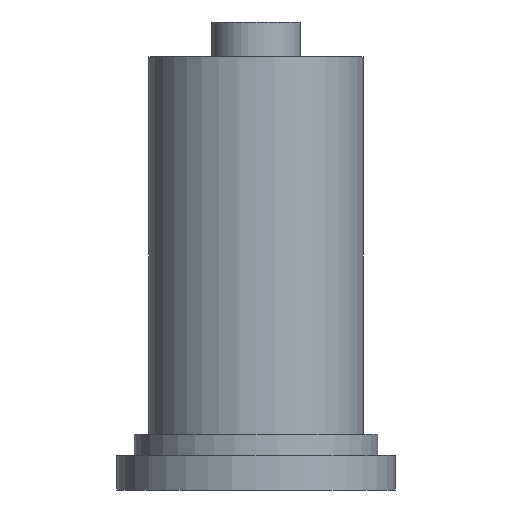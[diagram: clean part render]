
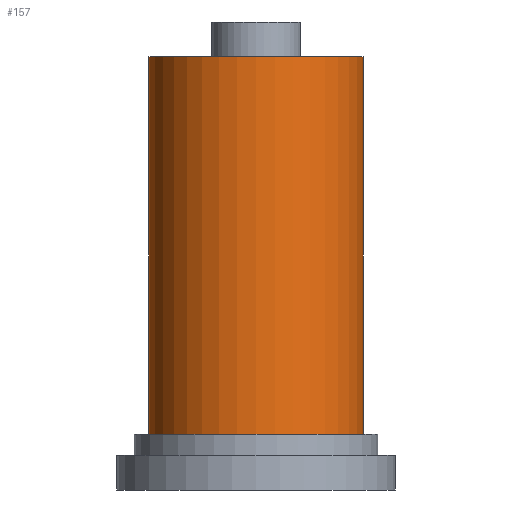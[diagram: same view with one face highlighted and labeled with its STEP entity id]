
A CAD part, front view. The second image highlights one B-rep face of the part: STEP entity #157.
In plain terms, the highlighted cylindrical face has radius 15.392 mm (diameter 30.785 mm), a full revolution.
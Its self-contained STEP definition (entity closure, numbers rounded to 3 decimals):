
#30=FACE_OUTER_BOUND('',#43,.T.);
#43=EDGE_LOOP('',(#118,#119,#120,#121));
#61=LINE('',#278,#67);
#67=VECTOR('',#222,15.392);
#74=CIRCLE('',#188,15.392);
#75=CIRCLE('',#189,15.392);
#86=VERTEX_POINT('',#275);
#87=VERTEX_POINT('',#277);
#99=EDGE_CURVE('',#86,#86,#74,.T.);
#100=EDGE_CURVE('',#86,#87,#61,.T.);
#101=EDGE_CURVE('',#87,#87,#75,.T.);
#118=ORIENTED_EDGE('',*,*,#99,.F.);
#119=ORIENTED_EDGE('',*,*,#100,.T.);
#120=ORIENTED_EDGE('',*,*,#101,.T.);
#121=ORIENTED_EDGE('',*,*,#100,.F.);
#151=CYLINDRICAL_SURFACE('',#187,15.392);
#157=ADVANCED_FACE('',(#30),#151,.T.);
#187=AXIS2_PLACEMENT_3D('',#274,#218,#219);
#188=AXIS2_PLACEMENT_3D('',#276,#220,#221);
#189=AXIS2_PLACEMENT_3D('',#279,#223,#224);
#218=DIRECTION('center_axis',(0.,0.,1.));
#219=DIRECTION('ref_axis',(1.,0.,0.));
#220=DIRECTION('center_axis',(0.,0.,1.));
#221=DIRECTION('ref_axis',(1.,0.,0.));
#222=DIRECTION('',(0.,0.,-1.));
#223=DIRECTION('center_axis',(0.,0.,1.));
#224=DIRECTION('ref_axis',(1.,0.,0.));
#274=CARTESIAN_POINT('Origin',(0.,0.,0.));
#275=CARTESIAN_POINT('',(-15.392,0.,57.15));
#276=CARTESIAN_POINT('Origin',(0.,0.,57.15));
#277=CARTESIAN_POINT('',(-15.392,0.,0.));
#278=CARTESIAN_POINT('',(-15.392,0.,0.));
#279=CARTESIAN_POINT('Origin',(0.,0.,0.));
